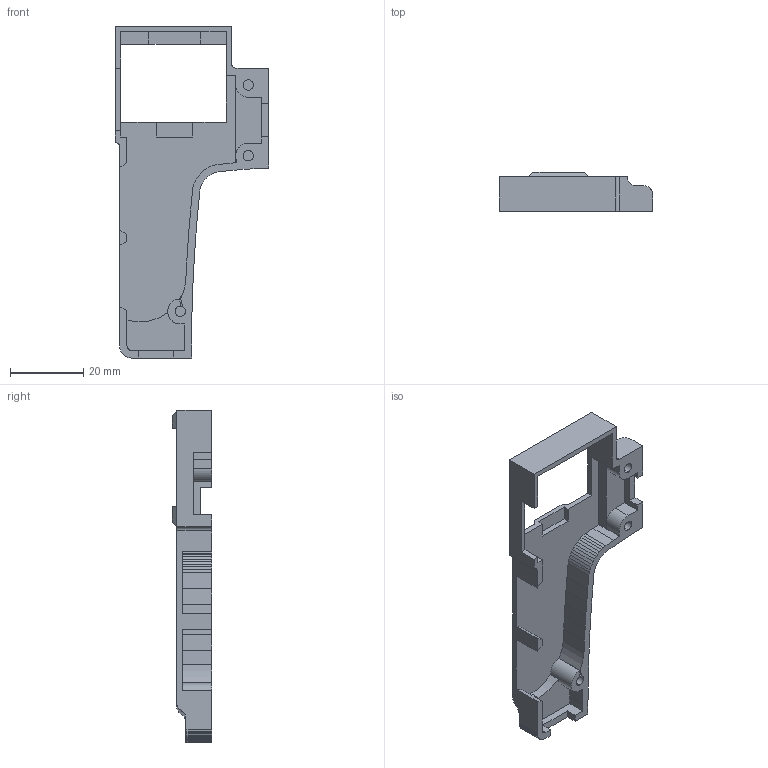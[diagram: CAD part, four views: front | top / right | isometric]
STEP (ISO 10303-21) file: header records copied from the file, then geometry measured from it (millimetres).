
FILE_DESCRIPTION (( 'STEP AP203' ), '1' );
FILE_NAME ('儂旯褲.STEP', '2023-05-25T07:29:07', ( '' ), ( '' ), 'SwSTEP 2.0', 'SolidWorks 2022', '' );
FILE_SCHEMA (( 'CONFIG_CONTROL_DESIGN' ));
Length unit declared in the file: millimetre
Products named in the file (1): 儂旯褲
Bounding box: 41.84 x 10.7 x 90.49 mm (x, y, z)
Volume: 6222.1 mm3; surface area: 7603.7 mm2
Topology: 1 solids, 1 shells, 205 faces, 569 edges, 369 vertices
Faces by surface type: plane 147, cylinder 47, torus 6, sphere 3, bspline 2
Entity records: 6590 total; most frequent: CARTESIAN_POINT 1315, ORIENTED_EDGE 1138, DIRECTION 1007, EDGE_CURVE 569, VECTOR 469, LINE 469, VERTEX_POINT 369, AXIS2_PLACEMENT_3D 269
